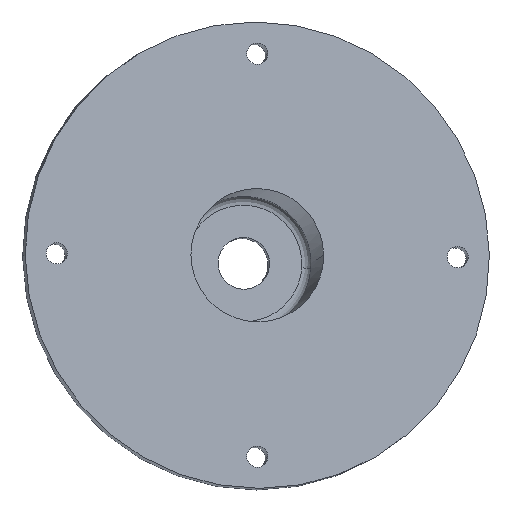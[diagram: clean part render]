
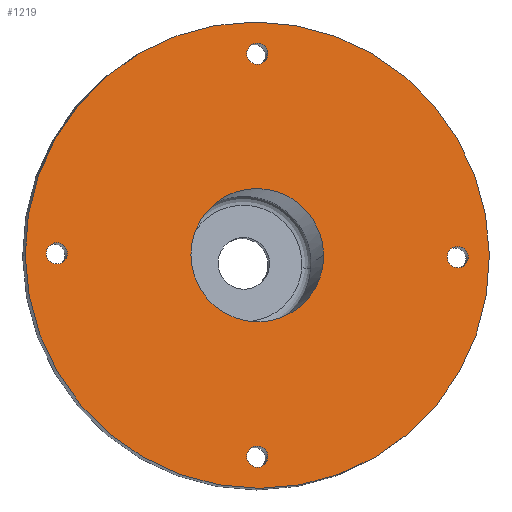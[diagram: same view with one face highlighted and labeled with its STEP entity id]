
A CAD part, top view. The second image highlights one B-rep face of the part: STEP entity #1219.
In plain terms, the highlighted planar face has unit normal (0.123, 0.073, 0.99).
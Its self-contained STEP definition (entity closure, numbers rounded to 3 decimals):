
#9 = CARTESIAN_POINT ( 'NONE',  ( 14.731, -524.6, 674.724 ) ) ;
#19 = CARTESIAN_POINT ( 'NONE',  ( 61.872, -572.4, 672.41 ) ) ;
#26 = DIRECTION ( 'NONE',  ( -0.123, -0.073, -0.99 ) ) ;
#38 = AXIS2_PLACEMENT_3D ( 'NONE', #113, #121, #609 ) ;
#59 = EDGE_CURVE ( 'NONE', #780, #659, #1489, .T. ) ;
#90 = AXIS2_PLACEMENT_3D ( 'NONE', #291, #1251, #1483 ) ;
#105 = VERTEX_POINT ( 'NONE', #614 ) ;
#113 = CARTESIAN_POINT ( 'NONE',  ( 14.73, -571.972, 678.217 ) ) ;
#117 = CIRCLE ( 'NONE', #263, 2.5 ) ;
#121 = DIRECTION ( 'NONE',  ( 0.123, 0.073, 0.99 ) ) ;
#122 = CARTESIAN_POINT ( 'NONE',  ( 30.345, -571.972, 676.283 ) ) ;
#152 = CIRCLE ( 'NONE', #524, 55. ) ;
#174 = CARTESIAN_POINT ( 'NONE',  ( 17.211, -619.343, 681.402 ) ) ;
#195 = EDGE_CURVE ( 'NONE', #697, #872, #1030, .T. ) ;
#198 = AXIS2_PLACEMENT_3D ( 'NONE', #1475, #285, #883 ) ;
#208 = EDGE_CURVE ( 'NONE', #761, #105, #1400, .T. ) ;
#214 = DIRECTION ( 'NONE',  ( 0.123, 0.073, 0.99 ) ) ;
#221 = VERTEX_POINT ( 'NONE', #484 ) ;
#232 = DIRECTION ( 'NONE',  ( -0.992, 0., 0.123 ) ) ;
#248 = FACE_BOUND ( 'NONE', #762, .T. ) ;
#263 = AXIS2_PLACEMENT_3D ( 'NONE', #19, #881, #1237 ) ;
#285 = DIRECTION ( 'NONE',  ( -0.123, -0.073, -0.99 ) ) ;
#291 = CARTESIAN_POINT ( 'NONE',  ( 14.731, -571.972, 678.217 ) ) ;
#305 = AXIS2_PLACEMENT_3D ( 'NONE', #1557, #621, #232 ) ;
#320 = FACE_BOUND ( 'NONE', #807, .T. ) ;
#329 = ORIENTED_EDGE ( 'NONE', *, *, #404, .T. ) ;
#336 = CIRCLE ( 'NONE', #1056, 2.5 ) ;
#343 = ORIENTED_EDGE ( 'NONE', *, *, #208, .T. ) ;
#404 = EDGE_CURVE ( 'NONE', #659, #780, #1359, .T. ) ;
#413 = CARTESIAN_POINT ( 'NONE',  ( 59.391, -572.4, 672.717 ) ) ;
#422 = CARTESIAN_POINT ( 'NONE',  ( -0.884, -571.972, 680.15 ) ) ;
#472 = CIRCLE ( 'NONE', #911, 2.5 ) ;
#484 = CARTESIAN_POINT ( 'NONE',  ( -34.892, -571.543, 684.331 ) ) ;
#501 = CARTESIAN_POINT ( 'NONE',  ( -32.411, -571.543, 684.023 ) ) ;
#513 = CARTESIAN_POINT ( 'NONE',  ( -32.411, -571.543, 684.023 ) ) ;
#522 = CARTESIAN_POINT ( 'NONE',  ( 61.872, -572.4, 672.41 ) ) ;
#524 = AXIS2_PLACEMENT_3D ( 'NONE', #880, #865, #977 ) ;
#536 = ORIENTED_EDGE ( 'NONE', *, *, #195, .F. ) ;
#542 = EDGE_CURVE ( 'NONE', #872, #697, #1243, .T. ) ;
#605 = DIRECTION ( 'NONE',  ( -0.123, -0.073, -0.99 ) ) ;
#609 = DIRECTION ( 'NONE',  ( 0.992, 0., -0.123 ) ) ;
#614 = CARTESIAN_POINT ( 'NONE',  ( 12.249, -619.343, 682.017 ) ) ;
#621 = DIRECTION ( 'NONE',  ( -0.123, -0.073, -0.99 ) ) ;
#656 = ORIENTED_EDGE ( 'NONE', *, *, #542, .F. ) ;
#659 = VERTEX_POINT ( 'NONE', #1336 ) ;
#697 = VERTEX_POINT ( 'NONE', #422 ) ;
#705 = VERTEX_POINT ( 'NONE', #726 ) ;
#724 = VERTEX_POINT ( 'NONE', #413 ) ;
#726 = CARTESIAN_POINT ( 'NONE',  ( -39.852, -571.972, 684.976 ) ) ;
#747 = DIRECTION ( 'NONE',  ( -0.123, -0.073, -0.99 ) ) ;
#753 = FACE_BOUND ( 'NONE', #926, .T. ) ;
#757 = VERTEX_POINT ( 'NONE', #1250 ) ;
#761 = VERTEX_POINT ( 'NONE', #174 ) ;
#762 = EDGE_LOOP ( 'NONE', ( #329, #834 ) ) ;
#780 = VERTEX_POINT ( 'NONE', #1020 ) ;
#799 = FACE_BOUND ( 'NONE', #920, .T. ) ;
#807 = EDGE_LOOP ( 'NONE', ( #974, #343 ) ) ;
#834 = ORIENTED_EDGE ( 'NONE', *, *, #59, .T. ) ;
#840 = DIRECTION ( 'NONE',  ( 0.123, 0.073, 0.99 ) ) ;
#865 = DIRECTION ( 'NONE',  ( 0.123, 0.073, 0.99 ) ) ;
#868 = DIRECTION ( 'NONE',  ( -0.992, 0., 0.123 ) ) ;
#872 = VERTEX_POINT ( 'NONE', #122 ) ;
#880 = CARTESIAN_POINT ( 'NONE',  ( 14.731, -571.972, 678.217 ) ) ;
#881 = DIRECTION ( 'NONE',  ( -0.123, -0.073, -0.99 ) ) ;
#882 = DIRECTION ( 'NONE',  ( -0.123, -0.073, -0.99 ) ) ;
#883 = DIRECTION ( 'NONE',  ( -0.992, 0., 0.123 ) ) ;
#888 = VERTEX_POINT ( 'NONE', #1341 ) ;
#891 = EDGE_CURVE ( 'NONE', #221, #757, #472, .T. ) ;
#911 = AXIS2_PLACEMENT_3D ( 'NONE', #501, #1343, #1455 ) ;
#917 = CIRCLE ( 'NONE', #90, 55. ) ;
#920 = EDGE_LOOP ( 'NONE', ( #656, #536 ) ) ;
#926 = EDGE_LOOP ( 'NONE', ( #1090, #955 ) ) ;
#941 = DIRECTION ( 'NONE',  ( 0.992, 0., -0.123 ) ) ;
#945 = CARTESIAN_POINT ( 'NONE',  ( 14.73, -571.972, 678.217 ) ) ;
#947 = CIRCLE ( 'NONE', #1109, 2.5 ) ;
#955 = ORIENTED_EDGE ( 'NONE', *, *, #1031, .T. ) ;
#962 = EDGE_CURVE ( 'NONE', #105, #761, #1279, .T. ) ;
#974 = ORIENTED_EDGE ( 'NONE', *, *, #962, .T. ) ;
#977 = DIRECTION ( 'NONE',  ( 0.992, 0., -0.123 ) ) ;
#992 = DIRECTION ( 'NONE',  ( -0.992, 0., 0.123 ) ) ;
#1009 = AXIS2_PLACEMENT_3D ( 'NONE', #1556, #605, #1329 ) ;
#1015 = EDGE_CURVE ( 'NONE', #1112, #705, #917, .T. ) ;
#1020 = CARTESIAN_POINT ( 'NONE',  ( 17.212, -524.6, 674.416 ) ) ;
#1030 = CIRCLE ( 'NONE', #1207, 15.734 ) ;
#1031 = EDGE_CURVE ( 'NONE', #757, #221, #947, .T. ) ;
#1056 = AXIS2_PLACEMENT_3D ( 'NONE', #522, #26, #992 ) ;
#1060 = PLANE ( 'NONE',  #1258 ) ;
#1067 = ORIENTED_EDGE ( 'NONE', *, *, #1392, .T. ) ;
#1090 = ORIENTED_EDGE ( 'NONE', *, *, #891, .T. ) ;
#1102 = FACE_BOUND ( 'NONE', #1244, .T. ) ;
#1109 = AXIS2_PLACEMENT_3D ( 'NONE', #513, #882, #1367 ) ;
#1112 = VERTEX_POINT ( 'NONE', #1259 ) ;
#1177 = CARTESIAN_POINT ( 'NONE',  ( 14.73, -571.972, 678.217 ) ) ;
#1185 = DIRECTION ( 'NONE',  ( 0.512, -0.859, 0. ) ) ;
#1207 = AXIS2_PLACEMENT_3D ( 'NONE', #1177, #840, #941 ) ;
#1219 = ADVANCED_FACE ( 'NONE', ( #1421, #320, #1102, #248, #753, #799 ), #1060, .T. ) ;
#1237 = DIRECTION ( 'NONE',  ( -0.992, 0., 0.123 ) ) ;
#1243 = CIRCLE ( 'NONE', #38, 15.734 ) ;
#1244 = EDGE_LOOP ( 'NONE', ( #1067, #1369 ) ) ;
#1250 = CARTESIAN_POINT ( 'NONE',  ( -29.93, -571.543, 683.716 ) ) ;
#1251 = DIRECTION ( 'NONE',  ( 0.123, 0.073, 0.99 ) ) ;
#1258 = AXIS2_PLACEMENT_3D ( 'NONE', #945, #214, #1185 ) ;
#1259 = CARTESIAN_POINT ( 'NONE',  ( 69.314, -571.972, 671.457 ) ) ;
#1279 = CIRCLE ( 'NONE', #198, 2.5 ) ;
#1286 = AXIS2_PLACEMENT_3D ( 'NONE', #9, #747, #868 ) ;
#1288 = ORIENTED_EDGE ( 'NONE', *, *, #1539, .T. ) ;
#1329 = DIRECTION ( 'NONE',  ( -0.992, 0., 0.123 ) ) ;
#1336 = CARTESIAN_POINT ( 'NONE',  ( 12.25, -524.6, 675.031 ) ) ;
#1341 = CARTESIAN_POINT ( 'NONE',  ( 64.353, -572.4, 672.103 ) ) ;
#1343 = DIRECTION ( 'NONE',  ( -0.123, -0.073, -0.99 ) ) ;
#1344 = EDGE_LOOP ( 'NONE', ( #1431, #1288 ) ) ;
#1357 = EDGE_CURVE ( 'NONE', #888, #724, #117, .T. ) ;
#1359 = CIRCLE ( 'NONE', #1286, 2.5 ) ;
#1367 = DIRECTION ( 'NONE',  ( -0.992, 0., 0.123 ) ) ;
#1369 = ORIENTED_EDGE ( 'NONE', *, *, #1357, .T. ) ;
#1392 = EDGE_CURVE ( 'NONE', #724, #888, #336, .T. ) ;
#1400 = CIRCLE ( 'NONE', #1009, 2.5 ) ;
#1421 = FACE_OUTER_BOUND ( 'NONE', #1344, .T. ) ;
#1431 = ORIENTED_EDGE ( 'NONE', *, *, #1015, .T. ) ;
#1455 = DIRECTION ( 'NONE',  ( -0.992, 0., 0.123 ) ) ;
#1475 = CARTESIAN_POINT ( 'NONE',  ( 14.73, -619.343, 681.71 ) ) ;
#1483 = DIRECTION ( 'NONE',  ( 0.992, 0., -0.123 ) ) ;
#1489 = CIRCLE ( 'NONE', #305, 2.5 ) ;
#1539 = EDGE_CURVE ( 'NONE', #705, #1112, #152, .T. ) ;
#1556 = CARTESIAN_POINT ( 'NONE',  ( 14.73, -619.343, 681.71 ) ) ;
#1557 = CARTESIAN_POINT ( 'NONE',  ( 14.731, -524.6, 674.724 ) ) ;
